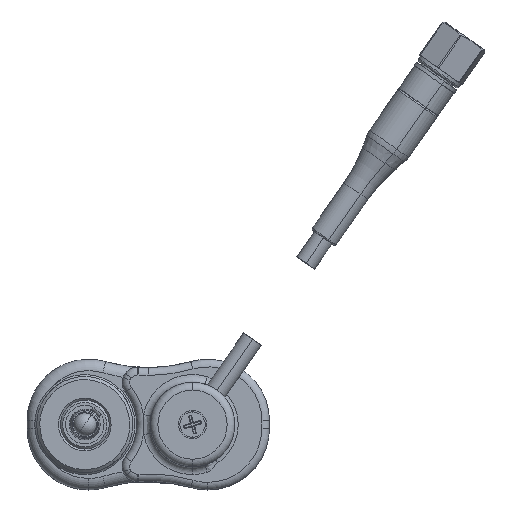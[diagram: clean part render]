
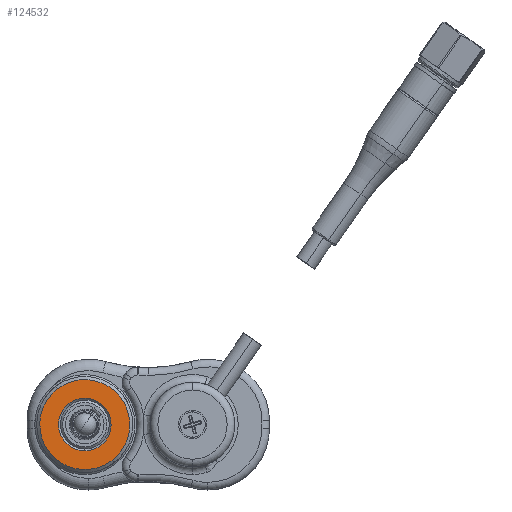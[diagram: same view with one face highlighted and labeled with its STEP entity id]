
A CAD part, front view. The second image highlights one B-rep face of the part: STEP entity #124532.
In plain terms, the highlighted face is planar.
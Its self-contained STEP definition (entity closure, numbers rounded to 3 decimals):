
#1496 = CIRCLE ( 'NONE', #111988, 5.85 ) ;
#2889 = EDGE_CURVE ( 'NONE', #147880, #7932, #33254, .T. ) ;
#3822 = DIRECTION ( 'NONE',  ( 0., 0., 1. ) ) ;
#6207 = EDGE_CURVE ( 'NONE', #23341, #96918, #1496, .T. ) ;
#7932 = VERTEX_POINT ( 'NONE', #192999 ) ;
#9576 = ORIENTED_EDGE ( 'NONE', *, *, #2889, .T. ) ;
#9899 = CIRCLE ( 'NONE', #69859, 3.42 ) ;
#17670 = DIRECTION ( 'NONE',  ( -1., 0., 0. ) ) ;
#23341 = VERTEX_POINT ( 'NONE', #58688 ) ;
#25773 = CARTESIAN_POINT ( 'NONE',  ( 3.5, 0., 0. ) ) ;
#25953 = DIRECTION ( 'NONE',  ( 0., 0., 1. ) ) ;
#27702 = DIRECTION ( 'NONE',  ( 0., 0., 1. ) ) ;
#33254 = CIRCLE ( 'NONE', #102680, 3.42 ) ;
#39095 = CARTESIAN_POINT ( 'NONE',  ( 3.5, 0., 0. ) ) ;
#50537 = CARTESIAN_POINT ( 'NONE',  ( 3.5, 0., -5.85 ) ) ;
#58688 = CARTESIAN_POINT ( 'NONE',  ( 3.5, 0., 5.85 ) ) ;
#67030 = DIRECTION ( 'NONE',  ( -1., 0., 0. ) ) ;
#67813 = ORIENTED_EDGE ( 'NONE', *, *, #6207, .F. ) ;
#69859 = AXIS2_PLACEMENT_3D ( 'NONE', #176187, #161319, #25953 ) ;
#77946 = DIRECTION ( 'NONE',  ( 0., 0., 1. ) ) ;
#77988 = EDGE_CURVE ( 'NONE', #96918, #23341, #78450, .T. ) ;
#78450 = CIRCLE ( 'NONE', #97400, 5.85 ) ;
#81837 = PLANE ( 'NONE',  #135400 ) ;
#89420 = EDGE_CURVE ( 'NONE', #7932, #147880, #9899, .T. ) ;
#95175 = ORIENTED_EDGE ( 'NONE', *, *, #89420, .T. ) ;
#96918 = VERTEX_POINT ( 'NONE', #50537 ) ;
#97400 = AXIS2_PLACEMENT_3D ( 'NONE', #140172, #17670, #77946 ) ;
#102680 = AXIS2_PLACEMENT_3D ( 'NONE', #25773, #114754, #27702 ) ;
#110041 = ORIENTED_EDGE ( 'NONE', *, *, #77988, .F. ) ;
#111988 = AXIS2_PLACEMENT_3D ( 'NONE', #39095, #113230, #189324 ) ;
#113230 = DIRECTION ( 'NONE',  ( -1., 0., 0. ) ) ;
#114754 = DIRECTION ( 'NONE',  ( -1., 0., 0. ) ) ;
#124532 = ADVANCED_FACE ( 'NONE', ( #141131, #186646 ), #81837, .F. ) ;
#135400 = AXIS2_PLACEMENT_3D ( 'NONE', #185674, #67030, #3822 ) ;
#140172 = CARTESIAN_POINT ( 'NONE',  ( 3.5, 0., 0. ) ) ;
#141131 = FACE_BOUND ( 'NONE', #163558, .T. ) ;
#147880 = VERTEX_POINT ( 'NONE', #181629 ) ;
#161319 = DIRECTION ( 'NONE',  ( -1., 0., 0. ) ) ;
#163558 = EDGE_LOOP ( 'NONE', ( #9576, #95175 ) ) ;
#176187 = CARTESIAN_POINT ( 'NONE',  ( 3.5, 0., 0. ) ) ;
#181629 = CARTESIAN_POINT ( 'NONE',  ( 3.5, 0., -3.42 ) ) ;
#183010 = EDGE_LOOP ( 'NONE', ( #67813, #110041 ) ) ;
#185674 = CARTESIAN_POINT ( 'NONE',  ( 3.5, 3.02, 0. ) ) ;
#186646 = FACE_OUTER_BOUND ( 'NONE', #183010, .T. ) ;
#189324 = DIRECTION ( 'NONE',  ( 0., 0., 1. ) ) ;
#192999 = CARTESIAN_POINT ( 'NONE',  ( 3.5, 0., 3.42 ) ) ;
